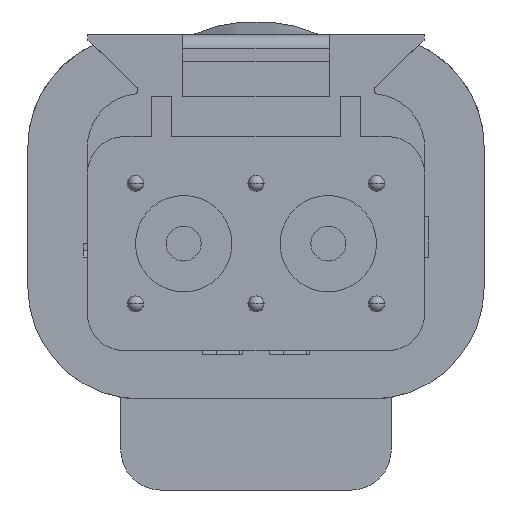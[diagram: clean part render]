
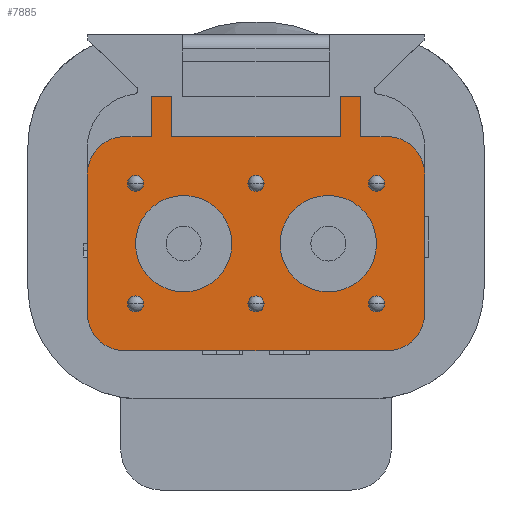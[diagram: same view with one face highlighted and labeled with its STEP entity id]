
A CAD part, front view. The second image highlights one B-rep face of the part: STEP entity #7885.
In plain terms, the highlighted planar face has unit normal (0, -1, 0).
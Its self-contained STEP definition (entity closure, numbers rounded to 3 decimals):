
#610=CARTESIAN_POINT('',(-4.5,-22.28,-3.25));
#611=DIRECTION('',(0.,-1.,0.));
#612=DIRECTION('',(-1.,0.,0.));
#613=AXIS2_PLACEMENT_3D('',#610,#611,#612);
#615=CARTESIAN_POINT('',(-4.5,-22.28,-3.25));
#616=DIRECTION('',(0.,-1.,0.));
#617=DIRECTION('',(1.,0.,0.));
#618=AXIS2_PLACEMENT_3D('',#615,#616,#617);
#620=CARTESIAN_POINT('',(-4.5,-22.28,1.25));
#621=DIRECTION('',(0.,-1.,0.));
#622=DIRECTION('',(-1.,0.,0.));
#623=AXIS2_PLACEMENT_3D('',#620,#621,#622);
#625=CARTESIAN_POINT('',(-4.5,-22.28,1.25));
#626=DIRECTION('',(0.,-1.,0.));
#627=DIRECTION('',(1.,0.,0.));
#628=AXIS2_PLACEMENT_3D('',#625,#626,#627);
#630=CARTESIAN_POINT('',(0.,-22.28,1.25));
#631=DIRECTION('',(0.,-1.,0.));
#632=DIRECTION('',(-1.,0.,0.));
#633=AXIS2_PLACEMENT_3D('',#630,#631,#632);
#635=CARTESIAN_POINT('',(0.,-22.28,1.25));
#636=DIRECTION('',(0.,-1.,0.));
#637=DIRECTION('',(1.,0.,0.));
#638=AXIS2_PLACEMENT_3D('',#635,#636,#637);
#640=CARTESIAN_POINT('',(0.,-22.28,-3.25));
#641=DIRECTION('',(0.,-1.,0.));
#642=DIRECTION('',(-1.,0.,0.));
#643=AXIS2_PLACEMENT_3D('',#640,#641,#642);
#645=CARTESIAN_POINT('',(0.,-22.28,-3.25));
#646=DIRECTION('',(0.,-1.,0.));
#647=DIRECTION('',(1.,0.,0.));
#648=AXIS2_PLACEMENT_3D('',#645,#646,#647);
#650=CARTESIAN_POINT('',(4.5,-22.28,-3.25));
#651=DIRECTION('',(0.,-1.,0.));
#652=DIRECTION('',(-1.,0.,0.));
#653=AXIS2_PLACEMENT_3D('',#650,#651,#652);
#655=CARTESIAN_POINT('',(4.5,-22.28,-3.25));
#656=DIRECTION('',(0.,-1.,0.));
#657=DIRECTION('',(1.,0.,0.));
#658=AXIS2_PLACEMENT_3D('',#655,#656,#657);
#660=CARTESIAN_POINT('',(4.5,-22.28,1.25));
#661=DIRECTION('',(0.,-1.,0.));
#662=DIRECTION('',(-1.,0.,0.));
#663=AXIS2_PLACEMENT_3D('',#660,#661,#662);
#665=CARTESIAN_POINT('',(4.5,-22.28,1.25));
#666=DIRECTION('',(0.,-1.,0.));
#667=DIRECTION('',(1.,0.,0.));
#668=AXIS2_PLACEMENT_3D('',#665,#666,#667);
#670=CARTESIAN_POINT('',(-2.7,-22.28,-1.));
#671=DIRECTION('',(0.,-1.,0.));
#672=DIRECTION('',(1.,0.,0.));
#673=AXIS2_PLACEMENT_3D('',#670,#671,#672);
#675=CARTESIAN_POINT('',(-2.7,-22.28,-1.));
#676=DIRECTION('',(0.,-1.,0.));
#677=DIRECTION('',(-1.,0.,0.));
#678=AXIS2_PLACEMENT_3D('',#675,#676,#677);
#680=CARTESIAN_POINT('',(2.7,-22.28,-1.));
#681=DIRECTION('',(0.,-1.,0.));
#682=DIRECTION('',(1.,0.,0.));
#683=AXIS2_PLACEMENT_3D('',#680,#681,#682);
#685=CARTESIAN_POINT('',(2.7,-22.28,-1.));
#686=DIRECTION('',(0.,-1.,0.));
#687=DIRECTION('',(-1.,0.,0.));
#688=AXIS2_PLACEMENT_3D('',#685,#686,#687);
#690=DIRECTION('',(-1.,0.,0.));
#691=VECTOR('',#690,1.);
#692=CARTESIAN_POINT('',(-3.9,-22.28,3.));
#693=LINE('',#692,#691);
#694=DIRECTION('',(0.,0.,-1.));
#695=VECTOR('',#694,1.5);
#696=CARTESIAN_POINT('',(-3.9,-22.28,4.5));
#697=LINE('',#696,#695);
#698=DIRECTION('',(-1.,0.,0.));
#699=VECTOR('',#698,0.75);
#700=CARTESIAN_POINT('',(-3.15,-22.28,4.5));
#701=LINE('',#700,#699);
#702=DIRECTION('',(0.,0.,1.));
#703=VECTOR('',#702,1.5);
#704=CARTESIAN_POINT('',(-3.15,-22.28,3.));
#705=LINE('',#704,#703);
#706=DIRECTION('',(-1.,0.,0.));
#707=VECTOR('',#706,6.3);
#708=CARTESIAN_POINT('',(3.15,-22.28,3.));
#709=LINE('',#708,#707);
#710=DIRECTION('',(0.,0.,-1.));
#711=VECTOR('',#710,1.5);
#712=CARTESIAN_POINT('',(3.15,-22.28,4.5));
#713=LINE('',#712,#711);
#714=DIRECTION('',(-1.,0.,0.));
#715=VECTOR('',#714,0.75);
#716=CARTESIAN_POINT('',(3.9,-22.28,4.5));
#717=LINE('',#716,#715);
#718=DIRECTION('',(0.,0.,1.));
#719=VECTOR('',#718,1.5);
#720=CARTESIAN_POINT('',(3.9,-22.28,3.));
#721=LINE('',#720,#719);
#722=DIRECTION('',(-1.,0.,0.));
#723=VECTOR('',#722,1.);
#724=CARTESIAN_POINT('',(4.9,-22.28,3.));
#725=LINE('',#724,#723);
#726=CARTESIAN_POINT('',(4.9,-22.28,1.6));
#727=DIRECTION('',(0.,-1.,0.));
#728=DIRECTION('',(1.,0.,0.));
#729=AXIS2_PLACEMENT_3D('',#726,#727,#728);
#731=DIRECTION('',(0.,0.,1.));
#732=VECTOR('',#731,5.2);
#733=CARTESIAN_POINT('',(6.3,-22.28,-3.6));
#734=LINE('',#733,#732);
#735=CARTESIAN_POINT('',(4.9,-22.28,-3.6));
#736=DIRECTION('',(0.,-1.,0.));
#737=DIRECTION('',(0.,0.,-1.));
#738=AXIS2_PLACEMENT_3D('',#735,#736,#737);
#740=DIRECTION('',(1.,0.,0.));
#741=VECTOR('',#740,9.8);
#742=CARTESIAN_POINT('',(-4.9,-22.28,-5.));
#743=LINE('',#742,#741);
#744=CARTESIAN_POINT('',(-4.9,-22.28,-3.6));
#745=DIRECTION('',(0.,-1.,0.));
#746=DIRECTION('',(-1.,0.,0.));
#747=AXIS2_PLACEMENT_3D('',#744,#745,#746);
#749=DIRECTION('',(0.,0.,-1.));
#750=VECTOR('',#749,5.2);
#751=CARTESIAN_POINT('',(-6.3,-22.28,1.6));
#752=LINE('',#751,#750);
#753=CARTESIAN_POINT('',(-4.9,-22.28,1.6));
#754=DIRECTION('',(0.,-1.,0.));
#755=DIRECTION('',(0.,0.,1.));
#756=AXIS2_PLACEMENT_3D('',#753,#754,#755);
#5378=CARTESIAN_POINT('',(6.3,-22.28,1.6));
#5379=CARTESIAN_POINT('',(4.9,-22.28,3.));
#5380=VERTEX_POINT('',#5378);
#5381=VERTEX_POINT('',#5379);
#5386=CARTESIAN_POINT('',(4.9,-22.28,-5.));
#5387=CARTESIAN_POINT('',(6.3,-22.28,-3.6));
#5388=VERTEX_POINT('',#5386);
#5389=VERTEX_POINT('',#5387);
#5390=CARTESIAN_POINT('',(-4.9,-22.28,3.));
#5392=VERTEX_POINT('',#5390);
#5394=CARTESIAN_POINT('',(-6.3,-22.28,1.6));
#5395=VERTEX_POINT('',#5394);
#5398=CARTESIAN_POINT('',(-6.3,-22.28,-3.6));
#5399=CARTESIAN_POINT('',(-4.9,-22.28,-5.));
#5400=VERTEX_POINT('',#5398);
#5401=VERTEX_POINT('',#5399);
#5418=CARTESIAN_POINT('',(3.9,-22.28,4.5));
#5419=CARTESIAN_POINT('',(3.15,-22.28,4.5));
#5420=VERTEX_POINT('',#5418);
#5421=VERTEX_POINT('',#5419);
#5422=CARTESIAN_POINT('',(-3.15,-22.28,4.5));
#5423=CARTESIAN_POINT('',(-3.9,-22.28,4.5));
#5424=VERTEX_POINT('',#5422);
#5425=VERTEX_POINT('',#5423);
#5442=CARTESIAN_POINT('',(3.15,-22.28,3.));
#5443=VERTEX_POINT('',#5442);
#5444=CARTESIAN_POINT('',(3.9,-22.28,3.));
#5445=VERTEX_POINT('',#5444);
#5446=CARTESIAN_POINT('',(-3.9,-22.28,3.));
#5447=VERTEX_POINT('',#5446);
#5448=CARTESIAN_POINT('',(-3.15,-22.28,3.));
#5449=VERTEX_POINT('',#5448);
#6921=CARTESIAN_POINT('',(4.5,-22.28,-1.));
#6922=CARTESIAN_POINT('',(0.9,-22.28,-1.));
#6923=VERTEX_POINT('',#6921);
#6924=VERTEX_POINT('',#6922);
#6925=CARTESIAN_POINT('',(-0.9,-22.28,-1.));
#6926=CARTESIAN_POINT('',(-4.5,-22.28,-1.));
#6927=VERTEX_POINT('',#6925);
#6928=VERTEX_POINT('',#6926);
#6937=CARTESIAN_POINT('',(4.2,-22.28,1.25));
#6938=CARTESIAN_POINT('',(4.8,-22.28,1.25));
#6939=VERTEX_POINT('',#6937);
#6940=VERTEX_POINT('',#6938);
#6941=CARTESIAN_POINT('',(4.2,-22.28,-3.25));
#6942=CARTESIAN_POINT('',(4.8,-22.28,-3.25));
#6943=VERTEX_POINT('',#6941);
#6944=VERTEX_POINT('',#6942);
#6945=CARTESIAN_POINT('',(-0.3,-22.28,-3.25));
#6946=CARTESIAN_POINT('',(0.3,-22.28,-3.25));
#6947=VERTEX_POINT('',#6945);
#6948=VERTEX_POINT('',#6946);
#6949=CARTESIAN_POINT('',(-0.3,-22.28,1.25));
#6950=CARTESIAN_POINT('',(0.3,-22.28,1.25));
#6951=VERTEX_POINT('',#6949);
#6952=VERTEX_POINT('',#6950);
#6953=CARTESIAN_POINT('',(-4.8,-22.28,1.25));
#6954=CARTESIAN_POINT('',(-4.2,-22.28,1.25));
#6955=VERTEX_POINT('',#6953);
#6956=VERTEX_POINT('',#6954);
#6957=CARTESIAN_POINT('',(-4.8,-22.28,-3.25));
#6958=CARTESIAN_POINT('',(-4.2,-22.28,-3.25));
#6959=VERTEX_POINT('',#6957);
#6960=VERTEX_POINT('',#6958);
#7804=CARTESIAN_POINT('',(0.,-22.28,0.));
#7805=DIRECTION('',(0.,-1.,0.));
#7806=DIRECTION('',(-1.,0.,0.));
#7807=AXIS2_PLACEMENT_3D('',#7804,#7805,#7806);
#7808=PLANE('',#7807);
#7809=ORIENTED_EDGE('',*,*,#7783,.F.);
#7811=ORIENTED_EDGE('',*,*,#7810,.F.);
#7813=ORIENTED_EDGE('',*,*,#7812,.F.);
#7815=ORIENTED_EDGE('',*,*,#7814,.F.);
#7816=ORIENTED_EDGE('',*,*,#7754,.F.);
#7817=ORIENTED_EDGE('',*,*,#7798,.F.);
#7818=ORIENTED_EDGE('',*,*,#7726,.F.);
#7819=ORIENTED_EDGE('',*,*,#7741,.F.);
#7820=ORIENTED_EDGE('',*,*,#7771,.F.);
#7822=ORIENTED_EDGE('',*,*,#7821,.F.);
#7824=ORIENTED_EDGE('',*,*,#7823,.F.);
#7826=ORIENTED_EDGE('',*,*,#7825,.F.);
#7828=ORIENTED_EDGE('',*,*,#7827,.F.);
#7830=ORIENTED_EDGE('',*,*,#7829,.F.);
#7832=ORIENTED_EDGE('',*,*,#7831,.F.);
#7834=ORIENTED_EDGE('',*,*,#7833,.F.);
#7835=EDGE_LOOP('',(#7809,#7811,#7813,#7815,#7816,#7817,#7818,#7819,#7820,#7822,
#7824,#7826,#7828,#7830,#7832,#7834));
#7836=FACE_OUTER_BOUND('',#7835,.F.);
#7838=ORIENTED_EDGE('',*,*,#7837,.T.);
#7840=ORIENTED_EDGE('',*,*,#7839,.T.);
#7841=EDGE_LOOP('',(#7838,#7840));
#7842=FACE_BOUND('',#7841,.F.);
#7844=ORIENTED_EDGE('',*,*,#7843,.T.);
#7846=ORIENTED_EDGE('',*,*,#7845,.T.);
#7847=EDGE_LOOP('',(#7844,#7846));
#7848=FACE_BOUND('',#7847,.F.);
#7850=ORIENTED_EDGE('',*,*,#7849,.T.);
#7852=ORIENTED_EDGE('',*,*,#7851,.T.);
#7853=EDGE_LOOP('',(#7850,#7852));
#7854=FACE_BOUND('',#7853,.F.);
#7856=ORIENTED_EDGE('',*,*,#7855,.T.);
#7858=ORIENTED_EDGE('',*,*,#7857,.T.);
#7859=EDGE_LOOP('',(#7856,#7858));
#7860=FACE_BOUND('',#7859,.F.);
#7862=ORIENTED_EDGE('',*,*,#7861,.T.);
#7864=ORIENTED_EDGE('',*,*,#7863,.T.);
#7865=EDGE_LOOP('',(#7862,#7864));
#7866=FACE_BOUND('',#7865,.F.);
#7868=ORIENTED_EDGE('',*,*,#7867,.T.);
#7870=ORIENTED_EDGE('',*,*,#7869,.T.);
#7871=EDGE_LOOP('',(#7868,#7870));
#7872=FACE_BOUND('',#7871,.F.);
#7874=ORIENTED_EDGE('',*,*,#7873,.T.);
#7876=ORIENTED_EDGE('',*,*,#7875,.T.);
#7877=EDGE_LOOP('',(#7874,#7876));
#7878=FACE_BOUND('',#7877,.F.);
#7880=ORIENTED_EDGE('',*,*,#7879,.T.);
#7882=ORIENTED_EDGE('',*,*,#7881,.T.);
#7883=EDGE_LOOP('',(#7880,#7882));
#7884=FACE_BOUND('',#7883,.F.);
#7885=ADVANCED_FACE('',(#7836,#7842,#7848,#7854,#7860,#7866,#7872,#7878,#7884),
#7808,.T.);
#614=CIRCLE('',#613,0.3);
#619=CIRCLE('',#618,0.3);
#624=CIRCLE('',#623,0.3);
#629=CIRCLE('',#628,0.3);
#634=CIRCLE('',#633,0.3);
#639=CIRCLE('',#638,0.3);
#644=CIRCLE('',#643,0.3);
#649=CIRCLE('',#648,0.3);
#654=CIRCLE('',#653,0.3);
#659=CIRCLE('',#658,0.3);
#664=CIRCLE('',#663,0.3);
#669=CIRCLE('',#668,0.3);
#674=CIRCLE('',#673,1.8);
#679=CIRCLE('',#678,1.8);
#684=CIRCLE('',#683,1.8);
#689=CIRCLE('',#688,1.8);
#730=CIRCLE('',#729,1.4);
#739=CIRCLE('',#738,1.4);
#748=CIRCLE('',#747,1.4);
#757=CIRCLE('',#756,1.4);
#7726=EDGE_CURVE('',#5420,#5421,#717,.T.);
#7741=EDGE_CURVE('',#5445,#5420,#721,.T.);
#7754=EDGE_CURVE('',#5443,#5449,#709,.T.);
#7771=EDGE_CURVE('',#5381,#5445,#725,.T.);
#7783=EDGE_CURVE('',#5447,#5392,#693,.T.);
#7798=EDGE_CURVE('',#5421,#5443,#713,.T.);
#7810=EDGE_CURVE('',#5425,#5447,#697,.T.);
#7812=EDGE_CURVE('',#5424,#5425,#701,.T.);
#7814=EDGE_CURVE('',#5449,#5424,#705,.T.);
#7821=EDGE_CURVE('',#5380,#5381,#730,.T.);
#7823=EDGE_CURVE('',#5389,#5380,#734,.T.);
#7825=EDGE_CURVE('',#5388,#5389,#739,.T.);
#7827=EDGE_CURVE('',#5401,#5388,#743,.T.);
#7829=EDGE_CURVE('',#5400,#5401,#748,.T.);
#7831=EDGE_CURVE('',#5395,#5400,#752,.T.);
#7833=EDGE_CURVE('',#5392,#5395,#757,.T.);
#7837=EDGE_CURVE('',#6955,#6956,#624,.T.);
#7839=EDGE_CURVE('',#6956,#6955,#629,.T.);
#7843=EDGE_CURVE('',#6951,#6952,#634,.T.);
#7845=EDGE_CURVE('',#6952,#6951,#639,.T.);
#7849=EDGE_CURVE('',#6947,#6948,#644,.T.);
#7851=EDGE_CURVE('',#6948,#6947,#649,.T.);
#7855=EDGE_CURVE('',#6943,#6944,#654,.T.);
#7857=EDGE_CURVE('',#6944,#6943,#659,.T.);
#7861=EDGE_CURVE('',#6939,#6940,#664,.T.);
#7863=EDGE_CURVE('',#6940,#6939,#669,.T.);
#7867=EDGE_CURVE('',#6927,#6928,#674,.T.);
#7869=EDGE_CURVE('',#6928,#6927,#679,.T.);
#7873=EDGE_CURVE('',#6923,#6924,#684,.T.);
#7875=EDGE_CURVE('',#6924,#6923,#689,.T.);
#7879=EDGE_CURVE('',#6959,#6960,#614,.T.);
#7881=EDGE_CURVE('',#6960,#6959,#619,.T.);
